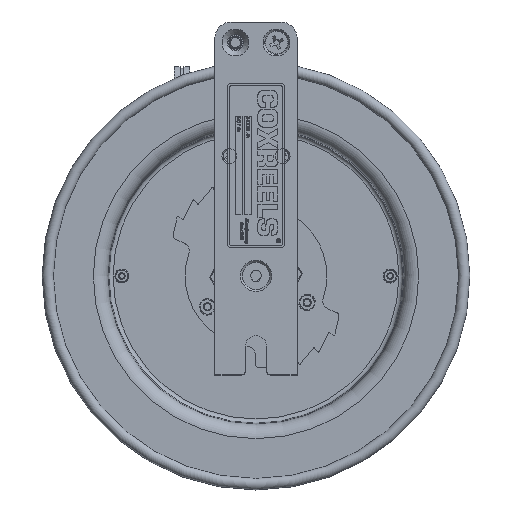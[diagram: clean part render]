
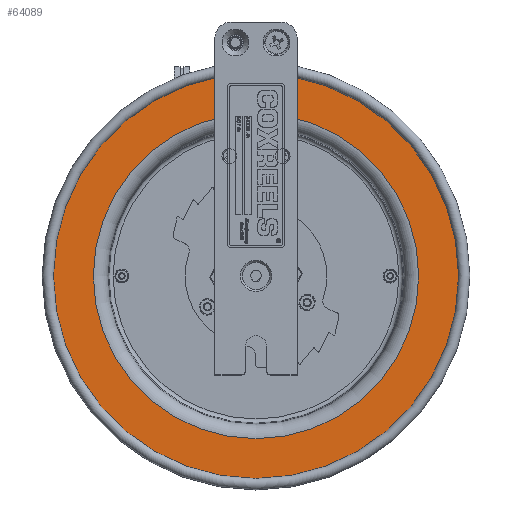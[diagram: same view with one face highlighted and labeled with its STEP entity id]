
A CAD part, top view. The second image highlights one B-rep face of the part: STEP entity #64089.
In plain terms, the highlighted planar face has unit normal (0, 0, 1).
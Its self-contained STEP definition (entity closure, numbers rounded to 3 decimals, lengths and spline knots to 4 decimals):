
#3633=FACE_BOUND('',#10360,.T.);
#4610=CIRCLE('',#67637,4.945);
#4611=CIRCLE('',#67638,4.945);
#4613=CIRCLE('',#67641,6.325);
#4614=CIRCLE('',#67642,6.325);
#7382=FACE_OUTER_BOUND('',#10359,.T.);
#10359=EDGE_LOOP('',(#51594,#51595));
#10360=EDGE_LOOP('',(#51596,#51597));
#28807=VERTEX_POINT('',#102509);
#28808=VERTEX_POINT('',#102510);
#28809=VERTEX_POINT('',#102515);
#28810=VERTEX_POINT('',#102516);
#37988=EDGE_CURVE('',#28807,#28808,#4610,.T.);
#37989=EDGE_CURVE('',#28808,#28807,#4611,.T.);
#37991=EDGE_CURVE('',#28809,#28810,#4613,.T.);
#37992=EDGE_CURVE('',#28810,#28809,#4614,.T.);
#51594=ORIENTED_EDGE('',*,*,#37991,.F.);
#51595=ORIENTED_EDGE('',*,*,#37992,.F.);
#51596=ORIENTED_EDGE('',*,*,#37988,.T.);
#51597=ORIENTED_EDGE('',*,*,#37989,.T.);
#59274=PLANE('',#67640);
#64089=ADVANCED_FACE('',(#7382,#3633),#59274,.T.);
#67637=AXIS2_PLACEMENT_3D('',#102511,#77540,#77541);
#67638=AXIS2_PLACEMENT_3D('',#102512,#77542,#77543);
#67640=AXIS2_PLACEMENT_3D('',#102514,#77546,#77547);
#67641=AXIS2_PLACEMENT_3D('',#102517,#77548,#77549);
#67642=AXIS2_PLACEMENT_3D('',#102518,#77550,#77551);
#77540=DIRECTION('center_axis',(0.,0.,
-1.));
#77541=DIRECTION('ref_axis',(-1.,0.,0.));
#77542=DIRECTION('center_axis',(0.,0.,
-1.));
#77543=DIRECTION('ref_axis',(-1.,0.,0.));
#77546=DIRECTION('center_axis',(0.,0.,
1.));
#77547=DIRECTION('ref_axis',(0.,1.,0.));
#77548=DIRECTION('center_axis',(0.,0.,
-1.));
#77549=DIRECTION('ref_axis',(-1.,0.,0.));
#77550=DIRECTION('center_axis',(0.,0.,
-1.));
#77551=DIRECTION('ref_axis',(-1.,0.,0.));
#102509=CARTESIAN_POINT('',(-4.945,-2.3801,-0.655));
#102510=CARTESIAN_POINT('',(0.,2.5649,-0.655));
#102511=CARTESIAN_POINT('Origin',(0.,-2.3801,
-0.655));
#102512=CARTESIAN_POINT('Origin',(0.,-2.3801,
-0.655));
#102514=CARTESIAN_POINT('Origin',(-5.635,-2.3801,-0.655));
#102515=CARTESIAN_POINT('',(-6.325,-2.3801,-0.655));
#102516=CARTESIAN_POINT('',(0.,3.9449,-0.655));
#102517=CARTESIAN_POINT('Origin',(0.,-2.3801,
-0.655));
#102518=CARTESIAN_POINT('Origin',(0.,-2.3801,
-0.655));
